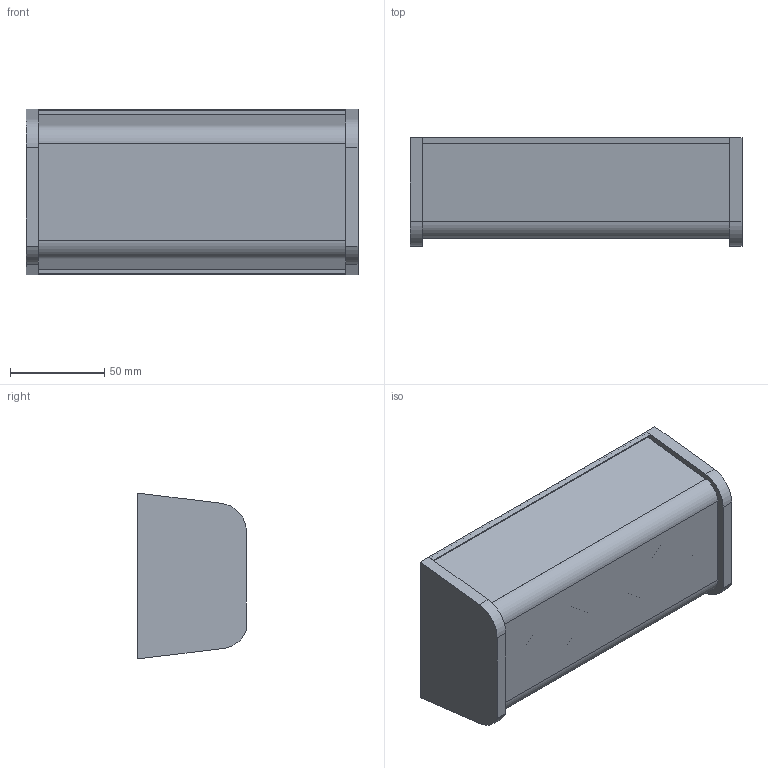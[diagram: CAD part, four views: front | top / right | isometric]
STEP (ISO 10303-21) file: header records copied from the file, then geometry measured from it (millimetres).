
FILE_DESCRIPTION (( 'STEP AP214' ), '1' );
FILE_NAME ('F000717_3D.step', '2022-10-10T14:05:26', ( '' ), ( '' ), 'SwSTEP 2.0', 'SolidWorks 2020', '' );
FILE_SCHEMA (( 'AUTOMOTIVE_DESIGN' ));
Length unit declared in the file: millimetre
Products named in the file (1): F000717_3D
Bounding box: 176 x 57.6 x 87.96 mm (x, y, z)
Volume: 77583.1 mm3; surface area: 81228.5 mm2
Topology: 3 solids, 3 shells, 56 faces, 136 edges, 88 vertices
Faces by surface type: plane 32, cylinder 24
Entity records: 1664 total; most frequent: CARTESIAN_POINT 329, ORIENTED_EDGE 272, DIRECTION 250, EDGE_CURVE 136, VECTOR 104, LINE 104, VERTEX_POINT 88, AXIS2_PLACEMENT_3D 73
